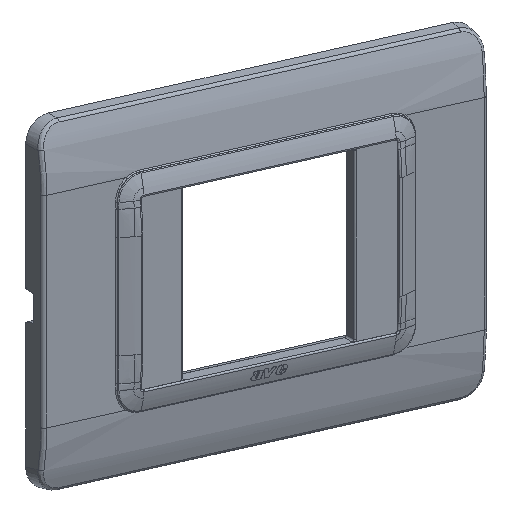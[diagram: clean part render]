
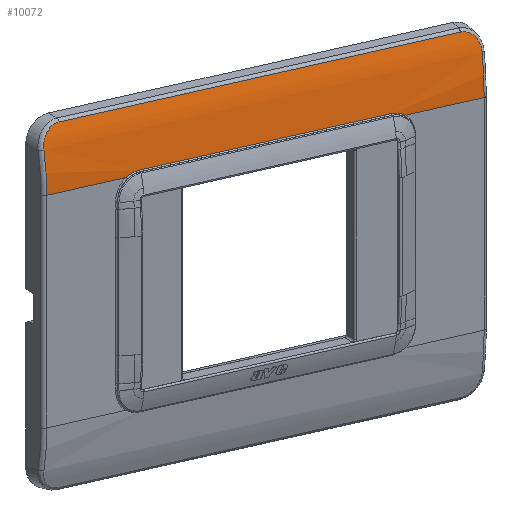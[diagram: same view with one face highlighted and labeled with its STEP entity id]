
A CAD part, top view. The second image highlights one B-rep face of the part: STEP entity #10072.
In plain terms, the highlighted cylindrical face has radius 55 mm (diameter 110 mm), a partial arc.
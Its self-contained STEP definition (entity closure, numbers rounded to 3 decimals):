
#7991=CARTESIAN_POINT('Vertex',(58.09,27.454,6.)) ;
#7994=CARTESIAN_POINT('Line Origine',(47.579,27.454,6.)) ;
#7998=CARTESIAN_POINT('Vertex',(37.067,27.454,6.)) ;
#9327=CARTESIAN_POINT('Line Origine',(-47.579,27.454,6.)) ;
#9331=CARTESIAN_POINT('Vertex',(-37.067,27.454,6.)) ;
#9333=CARTESIAN_POINT('Vertex',(-58.09,27.454,6.)) ;
#9979=CARTESIAN_POINT('Axis2P3D Location',(34.5,27.454,-49.)) ;
#9985=CARTESIAN_POINT('Control Point',(58.09,27.454,6.)) ;
#9986=CARTESIAN_POINT('Control Point',(58.09,30.936,6.)) ;
#9987=CARTESIAN_POINT('Control Point',(58.13,34.418,5.668)) ;
#9988=CARTESIAN_POINT('Control Point',(58.21,37.836,5.011)) ;
#9989=CARTESIAN_POINT('Vertex',(58.21,37.836,5.011)) ;
#9993=CARTESIAN_POINT('Control Point',(53.304,43.152,3.712)) ;
#9994=CARTESIAN_POINT('Control Point',(53.839,43.152,3.712)) ;
#9995=CARTESIAN_POINT('Control Point',(54.376,43.078,3.734)) ;
#9996=CARTESIAN_POINT('Control Point',(54.901,42.927,3.779)) ;
#9997=CARTESIAN_POINT('Control Point',(55.786,42.526,3.896)) ;
#9998=CARTESIAN_POINT('Control Point',(56.532,41.932,4.061)) ;
#9999=CARTESIAN_POINT('Control Point',(56.831,41.635,4.142)) ;
#10000=CARTESIAN_POINT('Control Point',(57.521,40.79,4.364)) ;
#10001=CARTESIAN_POINT('Control Point',(57.967,39.801,4.602)) ;
#10002=CARTESIAN_POINT('Control Point',(58.144,39.156,4.747)) ;
#10003=CARTESIAN_POINT('Control Point',(58.225,38.496,4.884)) ;
#10004=CARTESIAN_POINT('Control Point',(58.21,37.836,5.011)) ;
#10005=CARTESIAN_POINT('Vertex',(53.304,43.152,3.712)) ;
#10008=CARTESIAN_POINT('Line Origine',(34.5,43.152,3.712)) ;
#10012=CARTESIAN_POINT('Vertex',(-53.304,43.152,3.712)) ;
#10016=CARTESIAN_POINT('Control Point',(-53.304,43.152,3.712)) ;
#10017=CARTESIAN_POINT('Control Point',(-53.839,43.152,3.712)) ;
#10018=CARTESIAN_POINT('Control Point',(-54.376,43.078,3.734)) ;
#10019=CARTESIAN_POINT('Control Point',(-54.901,42.927,3.779)) ;
#10020=CARTESIAN_POINT('Control Point',(-55.786,42.526,3.896)) ;
#10021=CARTESIAN_POINT('Control Point',(-56.532,41.932,4.061)) ;
#10022=CARTESIAN_POINT('Control Point',(-56.831,41.635,4.142)) ;
#10023=CARTESIAN_POINT('Control Point',(-57.521,40.79,4.364)) ;
#10024=CARTESIAN_POINT('Control Point',(-57.967,39.801,4.602)) ;
#10025=CARTESIAN_POINT('Control Point',(-58.144,39.156,4.747)) ;
#10026=CARTESIAN_POINT('Control Point',(-58.225,38.496,4.884)) ;
#10027=CARTESIAN_POINT('Control Point',(-58.21,37.836,5.011)) ;
#10028=CARTESIAN_POINT('Vertex',(-58.21,37.836,5.011)) ;
#10032=CARTESIAN_POINT('Control Point',(-58.09,27.454,6.)) ;
#10033=CARTESIAN_POINT('Control Point',(-58.09,30.936,6.)) ;
#10034=CARTESIAN_POINT('Control Point',(-58.13,34.418,5.668)) ;
#10035=CARTESIAN_POINT('Control Point',(-58.21,37.836,5.011)) ;
#10038=CARTESIAN_POINT('Control Point',(-37.067,27.454,6.)) ;
#10039=CARTESIAN_POINT('Control Point',(-36.283,27.983,6.)) ;
#10040=CARTESIAN_POINT('Control Point',(-35.393,28.357,5.993)) ;
#10041=CARTESIAN_POINT('Control Point',(-34.447,28.544,5.989)) ;
#10042=CARTESIAN_POINT('Control Point',(-33.5,28.544,5.989)) ;
#10043=CARTESIAN_POINT('Vertex',(-33.5,28.544,5.989)) ;
#10046=CARTESIAN_POINT('Line Origine',(34.5,28.544,5.989)) ;
#10050=CARTESIAN_POINT('Vertex',(33.5,28.544,5.989)) ;
#10054=CARTESIAN_POINT('Control Point',(37.067,27.454,6.)) ;
#10055=CARTESIAN_POINT('Control Point',(36.283,27.983,6.)) ;
#10056=CARTESIAN_POINT('Control Point',(35.393,28.357,5.993)) ;
#10057=CARTESIAN_POINT('Control Point',(34.447,28.544,5.989)) ;
#10058=CARTESIAN_POINT('Control Point',(33.5,28.544,5.989)) ;
#7995=DIRECTION('Vector Direction',(1.,0.,0.)) ;
#9328=DIRECTION('Vector Direction',(1.,0.,0.)) ;
#9980=DIRECTION('Axis2P3D Direction',(1.,0.,0.)) ;
#9981=DIRECTION('Axis2P3D XDirection',(0.,0.305,0.952)) ;
#10009=DIRECTION('Vector Direction',(1.,0.,0.)) ;
#10047=DIRECTION('Vector Direction',(1.,0.,0.)) ;
#9982=AXIS2_PLACEMENT_3D('Cylinder Axis2P3D',#9979,#9980,#9981) ;
#10061=ORIENTED_EDGE('',*,*,#8000,.F.) ;
#10062=ORIENTED_EDGE('',*,*,#9991,.T.) ;
#10063=ORIENTED_EDGE('',*,*,#10007,.T.) ;
#10064=ORIENTED_EDGE('',*,*,#10014,.F.) ;
#10065=ORIENTED_EDGE('',*,*,#10030,.F.) ;
#10066=ORIENTED_EDGE('',*,*,#10036,.F.) ;
#10067=ORIENTED_EDGE('',*,*,#9335,.F.) ;
#10068=ORIENTED_EDGE('',*,*,#10045,.F.) ;
#10069=ORIENTED_EDGE('',*,*,#10052,.F.) ;
#10070=ORIENTED_EDGE('',*,*,#10059,.F.) ;
#7996=VECTOR('Line Direction',#7995,1.) ;
#9329=VECTOR('Line Direction',#9328,1.) ;
#10010=VECTOR('Line Direction',#10009,1.) ;
#10048=VECTOR('Line Direction',#10047,1.) ;
#10072=ADVANCED_FACE('PartBody',(#10071),#9983,.T.) ;
#9984=B_SPLINE_CURVE_WITH_KNOTS('',3,(#9985,#9986,#9987,#9988),.UNSPECIFIED.,.F.,.U.,(4,4),(37.834,52.474),.UNSPECIFIED.) ;
#9992=B_SPLINE_CURVE_WITH_KNOTS('',5,(#9993,#9994,#9995,#9996,#9997,#9998,#9999,#10000,#10001,#10002,#10003,#10004),.UNSPECIFIED.,.F.,.U.,(6,3,3,6),(21.747,25.14,27.853,32.23),.UNSPECIFIED.) ;
#10015=B_SPLINE_CURVE_WITH_KNOTS('',5,(#10016,#10017,#10018,#10019,#10020,#10021,#10022,#10023,#10024,#10025,#10026,#10027),.UNSPECIFIED.,.F.,.U.,(6,3,3,6),(21.747,25.14,27.853,32.23),.UNSPECIFIED.) ;
#10031=B_SPLINE_CURVE_WITH_KNOTS('',3,(#10032,#10033,#10034,#10035),.UNSPECIFIED.,.F.,.U.,(4,4),(37.834,52.474),.UNSPECIFIED.) ;
#10037=B_SPLINE_CURVE_WITH_KNOTS('',4,(#10038,#10039,#10040,#10041,#10042),.UNSPECIFIED.,.F.,.U.,(5,5),(8.473,12.763),.UNSPECIFIED.) ;
#10053=B_SPLINE_CURVE_WITH_KNOTS('',4,(#10054,#10055,#10056,#10057,#10058),.UNSPECIFIED.,.F.,.U.,(5,5),(8.473,12.763),.UNSPECIFIED.) ;
#9983=CYLINDRICAL_SURFACE('generated cylinder',#9982,55.) ;
#8000=EDGE_CURVE('',#7992,#7999,#7997,.F.) ;
#9335=EDGE_CURVE('',#9332,#9334,#9330,.F.) ;
#9991=EDGE_CURVE('',#7992,#9990,#9984,.T.) ;
#10007=EDGE_CURVE('',#9990,#10006,#9992,.F.) ;
#10014=EDGE_CURVE('',#10013,#10006,#10011,.T.) ;
#10030=EDGE_CURVE('',#10029,#10013,#10015,.F.) ;
#10036=EDGE_CURVE('',#9334,#10029,#10031,.T.) ;
#10045=EDGE_CURVE('',#10044,#9332,#10037,.F.) ;
#10052=EDGE_CURVE('',#10051,#10044,#10049,.F.) ;
#10059=EDGE_CURVE('',#7999,#10051,#10053,.T.) ;
#10060=EDGE_LOOP('',(#10061,#10062,#10063,#10064,#10065,#10066,#10067,#10068,#10069,#10070)) ;
#10071=FACE_OUTER_BOUND('',#10060,.T.) ;
#7997=LINE('Line',#7994,#7996) ;
#9330=LINE('Line',#9327,#9329) ;
#10011=LINE('Line',#10008,#10010) ;
#10049=LINE('Line',#10046,#10048) ;
#7992=VERTEX_POINT('',#7991) ;
#7999=VERTEX_POINT('',#7998) ;
#9332=VERTEX_POINT('',#9331) ;
#9334=VERTEX_POINT('',#9333) ;
#9990=VERTEX_POINT('',#9989) ;
#10006=VERTEX_POINT('',#10005) ;
#10013=VERTEX_POINT('',#10012) ;
#10029=VERTEX_POINT('',#10028) ;
#10044=VERTEX_POINT('',#10043) ;
#10051=VERTEX_POINT('',#10050) ;
